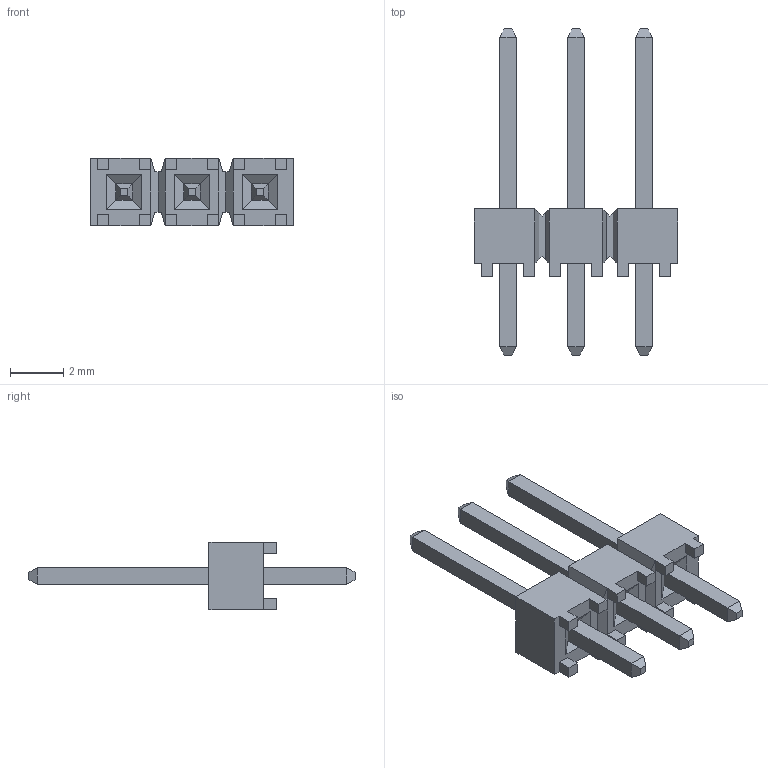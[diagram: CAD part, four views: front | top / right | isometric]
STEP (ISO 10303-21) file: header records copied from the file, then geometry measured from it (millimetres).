
FILE_DESCRIPTION (( 'STEP AP214' ), '1' );
FILE_NAME ('Samtec-TSW-103-24-T-S.step', '2013-12-27T17:18:06', ( 'Windows User' ), ( '' ), 'SwSTEP 2.0', 'SolidWorks 2014', '' );
FILE_SCHEMA (( 'AUTOMOTIVE_DESIGN' ));
Length unit declared in the file: inch
Products named in the file (1): Samtec-TSW-103-24-T-S
Bounding box: 7.62 x 12.19 x 2.54 mm (x, y, z)
Volume: 49.5 mm3; surface area: 176.1 mm2
Topology: 1 solids, 1 shells, 160 faces, 384 edges, 232 vertices
Faces by surface type: plane 160
Entity records: 5870 total; most frequent: CARTESIAN_POINT 777, ORIENTED_EDGE 768, DIRECTION 706, LINE 384, VECTOR 384, EDGE_CURVE 384, VERTEX_POINT 232, EDGE_LOOP 166
